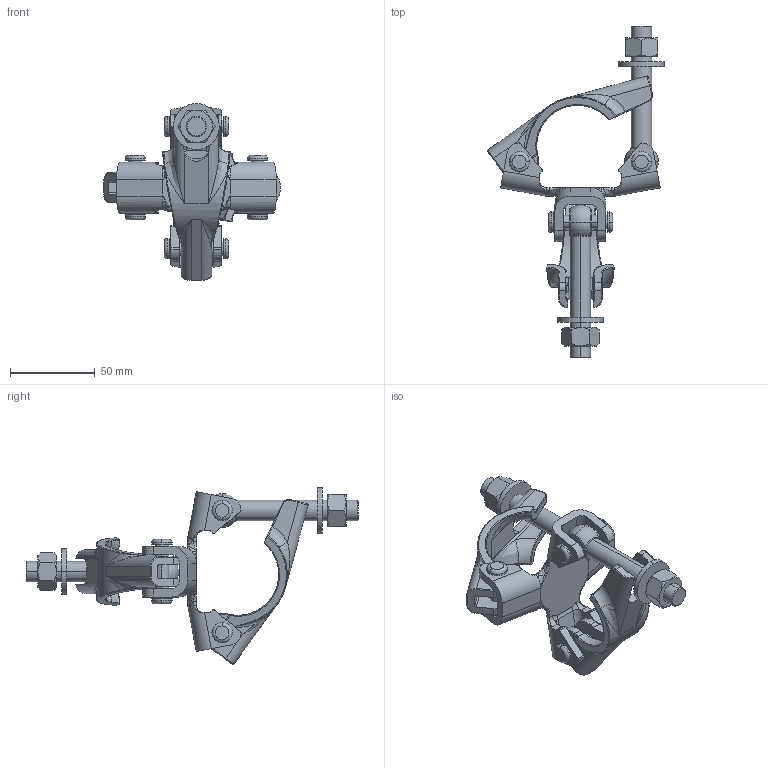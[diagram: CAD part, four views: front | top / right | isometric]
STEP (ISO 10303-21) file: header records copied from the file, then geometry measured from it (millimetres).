
FILE_DESCRIPTION (( 'STEP AP203' ), '1' );
FILE_NAME ('T24900.STEP', '2018-07-17T13:38:46', ( '' ), ( '' ), 'SwSTEP 2.0', 'SolidWorks 2016', '' );
FILE_SCHEMA (( 'CONFIG_CONTROL_DESIGN' ));
Length unit declared in the file: millimetre
Products named in the file (4): T24900-1; T24900; T24800-3; T24800-2
Assembly tree (5 placements, depth 2):
  T24900
    T24900-1
    T24800-2  x2
    T24800-3  x2
Bounding box: 104.18 x 195.5 x 104.18 mm (x, y, z)
Volume: 110864.2 mm3; surface area: 52451.2 mm2
Topology: 5 solids, 5 shells, 598 faces, 1510 edges, 912 vertices
Faces by surface type: cylinder 234, plane 142, bspline 128, torus 76, cone 12, sphere 6
Entity records: 18183 total; most frequent: CARTESIAN_POINT 7865, ORIENTED_EDGE 2188, DIRECTION 1954, EDGE_CURVE 1094, AXIS2_PLACEMENT_3D 794, VERTEX_POINT 678, EDGE_LOOP 476, ADVANCED_FACE 442
